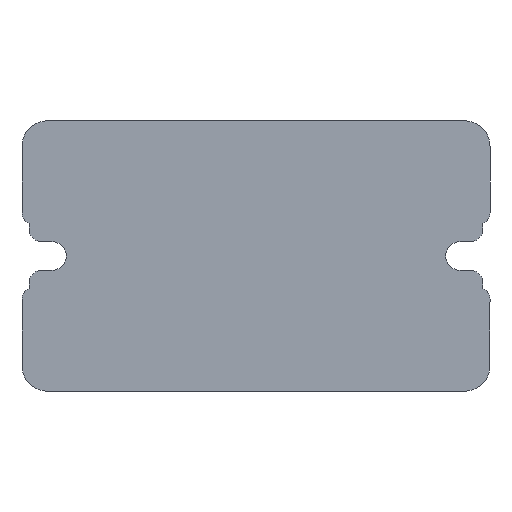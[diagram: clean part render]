
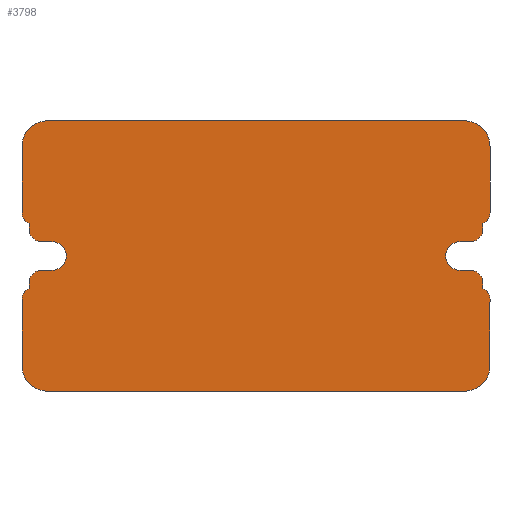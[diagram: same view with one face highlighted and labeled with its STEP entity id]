
A CAD part, front view. The second image highlights one B-rep face of the part: STEP entity #3798.
In plain terms, the highlighted planar face has unit normal (0, -1, 0).
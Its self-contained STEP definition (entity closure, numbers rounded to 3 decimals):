
#81=CIRCLE('',#3996,1.902);
#84=CIRCLE('',#4003,3.969);
#86=CIRCLE('',#4007,3.969);
#88=CIRCLE('',#4011,1.902);
#95=CIRCLE('',#4022,1.902);
#96=CIRCLE('',#4025,3.969);
#98=CIRCLE('',#4029,3.969);
#100=CIRCLE('',#4033,1.902);
#103=CIRCLE('',#4040,1.955);
#105=CIRCLE('',#4044,2.241);
#107=CIRCLE('',#4048,1.955);
#109=CIRCLE('',#4054,1.955);
#111=CIRCLE('',#4058,2.241);
#113=CIRCLE('',#4062,1.955);
#352=FACE_OUTER_BOUND('',#614,.T.);
#614=EDGE_LOOP('',(#3367,#3368,#3369,#3370,#3371,#3372,#3373,#3374,#3375,
#3376,#3377,#3378,#3379,#3380,#3381,#3382,#3383,#3384,#3385,#3386,#3387,
#3388,#3389,#3390,#3391,#3392,#3393,#3394));
#1006=LINE('',#5933,#1462);
#1010=LINE('',#5945,#1466);
#1014=LINE('',#5957,#1470);
#1028=LINE('',#6001,#1484);
#1032=LINE('',#6013,#1488);
#1036=LINE('',#6025,#1492);
#1043=LINE('',#6045,#1499);
#1047=LINE('',#6057,#1503);
#1051=LINE('',#6069,#1507);
#1055=LINE('',#6080,#1511);
#1057=LINE('',#6085,#1513);
#1061=LINE('',#6097,#1517);
#1065=LINE('',#6109,#1521);
#1069=LINE('',#6120,#1525);
#1462=VECTOR('',#4862,10.313);
#1466=VECTOR('',#4874,65.404);
#1470=VECTOR('',#4886,10.313);
#1484=VECTOR('',#4928,10.313);
#1488=VECTOR('',#4940,65.404);
#1492=VECTOR('',#4952,10.313);
#1499=VECTOR('',#4973,0.904);
#1503=VECTOR('',#4985,1.617);
#1507=VECTOR('',#4997,1.617);
#1511=VECTOR('',#5009,0.904);
#1513=VECTOR('',#5015,0.904);
#1517=VECTOR('',#5027,1.617);
#1521=VECTOR('',#5039,1.617);
#1525=VECTOR('',#5051,0.904);
#1799=VERTEX_POINT('',#5907);
#1804=VERTEX_POINT('',#5916);
#1809=VERTEX_POINT('',#5932);
#1811=VERTEX_POINT('',#5938);
#1813=VERTEX_POINT('',#5944);
#1815=VERTEX_POINT('',#5950);
#1817=VERTEX_POINT('',#5956);
#1819=VERTEX_POINT('',#5962);
#1831=VERTEX_POINT('',#5994);
#1832=VERTEX_POINT('',#5996);
#1833=VERTEX_POINT('',#6000);
#1835=VERTEX_POINT('',#6006);
#1837=VERTEX_POINT('',#6012);
#1839=VERTEX_POINT('',#6018);
#1841=VERTEX_POINT('',#6024);
#1843=VERTEX_POINT('',#6030);
#1847=VERTEX_POINT('',#6044);
#1849=VERTEX_POINT('',#6050);
#1851=VERTEX_POINT('',#6056);
#1853=VERTEX_POINT('',#6062);
#1855=VERTEX_POINT('',#6068);
#1857=VERTEX_POINT('',#6074);
#1859=VERTEX_POINT('',#6084);
#1861=VERTEX_POINT('',#6090);
#1863=VERTEX_POINT('',#6096);
#1865=VERTEX_POINT('',#6102);
#1867=VERTEX_POINT('',#6108);
#1869=VERTEX_POINT('',#6114);
#2276=EDGE_CURVE('',#1804,#1799,#81,.T.);
#2283=EDGE_CURVE('',#1809,#1804,#1006,.T.);
#2286=EDGE_CURVE('',#1811,#1809,#84,.T.);
#2289=EDGE_CURVE('',#1813,#1811,#1010,.T.);
#2292=EDGE_CURVE('',#1815,#1813,#86,.T.);
#2295=EDGE_CURVE('',#1817,#1815,#1014,.T.);
#2299=EDGE_CURVE('',#1819,#1817,#88,.T.);
#2315=EDGE_CURVE('',#1831,#1832,#95,.T.);
#2317=EDGE_CURVE('',#1833,#1831,#1028,.T.);
#2320=EDGE_CURVE('',#1835,#1833,#96,.T.);
#2323=EDGE_CURVE('',#1837,#1835,#1032,.T.);
#2326=EDGE_CURVE('',#1839,#1837,#98,.T.);
#2329=EDGE_CURVE('',#1841,#1839,#1036,.T.);
#2333=EDGE_CURVE('',#1843,#1841,#100,.T.);
#2339=EDGE_CURVE('',#1847,#1832,#1043,.T.);
#2342=EDGE_CURVE('',#1849,#1847,#103,.T.);
#2345=EDGE_CURVE('',#1851,#1849,#1047,.T.);
#2348=EDGE_CURVE('',#1853,#1851,#105,.T.);
#2351=EDGE_CURVE('',#1855,#1853,#1051,.T.);
#2354=EDGE_CURVE('',#1857,#1855,#107,.T.);
#2357=EDGE_CURVE('',#1819,#1857,#1055,.T.);
#2359=EDGE_CURVE('',#1859,#1843,#1057,.T.);
#2362=EDGE_CURVE('',#1861,#1859,#109,.T.);
#2365=EDGE_CURVE('',#1863,#1861,#1061,.T.);
#2368=EDGE_CURVE('',#1865,#1863,#111,.T.);
#2371=EDGE_CURVE('',#1867,#1865,#1065,.T.);
#2374=EDGE_CURVE('',#1869,#1867,#113,.T.);
#2377=EDGE_CURVE('',#1799,#1869,#1069,.T.);
#3367=ORIENTED_EDGE('',*,*,#2368,.F.);
#3368=ORIENTED_EDGE('',*,*,#2371,.F.);
#3369=ORIENTED_EDGE('',*,*,#2374,.F.);
#3370=ORIENTED_EDGE('',*,*,#2377,.F.);
#3371=ORIENTED_EDGE('',*,*,#2276,.F.);
#3372=ORIENTED_EDGE('',*,*,#2283,.F.);
#3373=ORIENTED_EDGE('',*,*,#2286,.F.);
#3374=ORIENTED_EDGE('',*,*,#2289,.F.);
#3375=ORIENTED_EDGE('',*,*,#2292,.F.);
#3376=ORIENTED_EDGE('',*,*,#2295,.F.);
#3377=ORIENTED_EDGE('',*,*,#2299,.F.);
#3378=ORIENTED_EDGE('',*,*,#2357,.T.);
#3379=ORIENTED_EDGE('',*,*,#2354,.T.);
#3380=ORIENTED_EDGE('',*,*,#2351,.T.);
#3381=ORIENTED_EDGE('',*,*,#2348,.T.);
#3382=ORIENTED_EDGE('',*,*,#2345,.T.);
#3383=ORIENTED_EDGE('',*,*,#2342,.T.);
#3384=ORIENTED_EDGE('',*,*,#2339,.T.);
#3385=ORIENTED_EDGE('',*,*,#2315,.F.);
#3386=ORIENTED_EDGE('',*,*,#2317,.F.);
#3387=ORIENTED_EDGE('',*,*,#2320,.F.);
#3388=ORIENTED_EDGE('',*,*,#2323,.F.);
#3389=ORIENTED_EDGE('',*,*,#2326,.F.);
#3390=ORIENTED_EDGE('',*,*,#2329,.F.);
#3391=ORIENTED_EDGE('',*,*,#2333,.F.);
#3392=ORIENTED_EDGE('',*,*,#2359,.F.);
#3393=ORIENTED_EDGE('',*,*,#2362,.F.);
#3394=ORIENTED_EDGE('',*,*,#2365,.F.);
#3584=PLANE('',#4066);
#3798=ADVANCED_FACE('',(#352),#3584,.T.);
#3996=AXIS2_PLACEMENT_3D('',#5918,#4846,#4847);
#4003=AXIS2_PLACEMENT_3D('',#5939,#4867,#4868);
#4007=AXIS2_PLACEMENT_3D('',#5951,#4879,#4880);
#4011=AXIS2_PLACEMENT_3D('',#5965,#4892,#4893);
#4022=AXIS2_PLACEMENT_3D('',#5997,#4923,#4924);
#4025=AXIS2_PLACEMENT_3D('',#6007,#4933,#4934);
#4029=AXIS2_PLACEMENT_3D('',#6019,#4945,#4946);
#4033=AXIS2_PLACEMENT_3D('',#6033,#4958,#4959);
#4040=AXIS2_PLACEMENT_3D('',#6051,#4978,#4979);
#4044=AXIS2_PLACEMENT_3D('',#6063,#4990,#4991);
#4048=AXIS2_PLACEMENT_3D('',#6075,#5002,#5003);
#4054=AXIS2_PLACEMENT_3D('',#6091,#5020,#5021);
#4058=AXIS2_PLACEMENT_3D('',#6103,#5032,#5033);
#4062=AXIS2_PLACEMENT_3D('',#6115,#5044,#5045);
#4066=AXIS2_PLACEMENT_3D('',#6123,#5055,#5056);
#4846=DIRECTION('center_axis',(0.,1.,0.));
#4847=DIRECTION('ref_axis',(-1.,0.,0.));
#4862=DIRECTION('',(0.,0.,1.));
#4867=DIRECTION('center_axis',(0.,1.,0.));
#4868=DIRECTION('ref_axis',(0.,0.,-1.));
#4874=DIRECTION('',(-1.,0.,0.));
#4879=DIRECTION('center_axis',(0.,1.,0.));
#4880=DIRECTION('ref_axis',(1.,0.,0.019));
#4886=DIRECTION('',(0.,0.,-1.));
#4892=DIRECTION('center_axis',(0.,1.,0.));
#4893=DIRECTION('ref_axis',(0.,0.,1.));
#4923=DIRECTION('center_axis',(0.,1.,0.));
#4924=DIRECTION('ref_axis',(1.,0.,0.));
#4928=DIRECTION('',(0.,0.,-1.));
#4933=DIRECTION('center_axis',(0.,1.,0.));
#4934=DIRECTION('ref_axis',(0.,0.,1.));
#4940=DIRECTION('',(1.,0.,0.));
#4945=DIRECTION('center_axis',(0.,1.,0.));
#4946=DIRECTION('ref_axis',(-1.,0.,-0.019));
#4952=DIRECTION('',(0.,0.,1.));
#4958=DIRECTION('center_axis',(0.,1.,0.));
#4959=DIRECTION('ref_axis',(0.,0.,-1.));
#4973=DIRECTION('',(0.,0.,1.));
#4978=DIRECTION('center_axis',(0.,-1.,0.));
#4979=DIRECTION('ref_axis',(0.,0.,-1.));
#4985=DIRECTION('',(1.,0.,0.));
#4990=DIRECTION('center_axis',(0.,1.,0.));
#4991=DIRECTION('ref_axis',(1.,0.,0.));
#4997=DIRECTION('',(-1.,0.,0.));
#5002=DIRECTION('center_axis',(0.,-1.,0.));
#5003=DIRECTION('ref_axis',(1.,0.,0.));
#5009=DIRECTION('',(0.,0.,1.));
#5015=DIRECTION('',(0.,0.,1.));
#5020=DIRECTION('center_axis',(0.,1.,0.));
#5021=DIRECTION('ref_axis',(0.,0.,-1.));
#5027=DIRECTION('',(-1.,0.,0.));
#5032=DIRECTION('center_axis',(0.,-1.,0.));
#5033=DIRECTION('ref_axis',(-1.,0.,0.));
#5039=DIRECTION('',(1.,0.,0.));
#5044=DIRECTION('center_axis',(0.,1.,0.));
#5045=DIRECTION('ref_axis',(-1.,0.,0.));
#5051=DIRECTION('',(0.,0.,1.));
#5055=DIRECTION('center_axis',(0.,-1.,0.));
#5056=DIRECTION('ref_axis',(0.,0.,-1.));
#5907=CARTESIAN_POINT('',(-35.548,0.,-5.1));
#5916=CARTESIAN_POINT('',(-36.671,0.,-6.835));
#5918=CARTESIAN_POINT('Origin',(-34.769,0.,-6.835));
#5932=CARTESIAN_POINT('',(-36.671,0.,-17.148));
#5933=CARTESIAN_POINT('',(-36.671,0.,-17.148));
#5938=CARTESIAN_POINT('',(-32.702,0.,-21.194));
#5939=CARTESIAN_POINT('Origin',(-32.702,0.,-17.224));
#5944=CARTESIAN_POINT('',(32.702,0.,-21.194));
#5945=CARTESIAN_POINT('',(32.702,0.,-21.194));
#5950=CARTESIAN_POINT('',(36.671,0.,-17.148));
#5951=CARTESIAN_POINT('Origin',(32.702,0.,-17.224));
#5956=CARTESIAN_POINT('',(36.671,0.,-6.835));
#5957=CARTESIAN_POINT('',(36.671,0.,-6.835));
#5962=CARTESIAN_POINT('',(35.548,0.,-5.1));
#5965=CARTESIAN_POINT('Origin',(34.768,0.,-6.835));
#5994=CARTESIAN_POINT('',(36.671,0.,6.835));
#5996=CARTESIAN_POINT('',(35.548,0.,5.1));
#5997=CARTESIAN_POINT('Origin',(34.768,0.,6.835));
#6000=CARTESIAN_POINT('',(36.671,0.,17.148));
#6001=CARTESIAN_POINT('',(36.671,0.,17.148));
#6006=CARTESIAN_POINT('',(32.702,0.,21.194));
#6007=CARTESIAN_POINT('Origin',(32.702,0.,17.225));
#6012=CARTESIAN_POINT('',(-32.702,0.,21.194));
#6013=CARTESIAN_POINT('',(-32.702,0.,21.194));
#6018=CARTESIAN_POINT('',(-36.671,0.,17.148));
#6019=CARTESIAN_POINT('Origin',(-32.702,0.,17.225));
#6024=CARTESIAN_POINT('',(-36.671,0.,6.835));
#6025=CARTESIAN_POINT('',(-36.671,0.,6.835));
#6030=CARTESIAN_POINT('',(-35.548,0.,5.1));
#6033=CARTESIAN_POINT('Origin',(-34.769,0.,6.835));
#6044=CARTESIAN_POINT('',(35.548,0.,4.197));
#6045=CARTESIAN_POINT('',(35.548,0.,4.197));
#6050=CARTESIAN_POINT('',(33.593,0.,2.242));
#6051=CARTESIAN_POINT('Origin',(33.593,0.,4.197));
#6056=CARTESIAN_POINT('',(31.976,0.,2.242));
#6057=CARTESIAN_POINT('',(31.976,0.,2.242));
#6062=CARTESIAN_POINT('',(31.976,0.,-2.241));
#6063=CARTESIAN_POINT('Origin',(31.976,0.,0.));
#6068=CARTESIAN_POINT('',(33.593,0.,-2.241));
#6069=CARTESIAN_POINT('',(33.729,0.,-2.241));
#6074=CARTESIAN_POINT('',(35.548,0.,-4.196));
#6075=CARTESIAN_POINT('Origin',(33.593,0.,-4.196));
#6080=CARTESIAN_POINT('',(35.548,0.,-5.1));
#6084=CARTESIAN_POINT('',(-35.548,0.,4.197));
#6085=CARTESIAN_POINT('',(-35.548,0.,4.197));
#6090=CARTESIAN_POINT('',(-33.593,0.,2.242));
#6091=CARTESIAN_POINT('Origin',(-33.593,0.,4.197));
#6096=CARTESIAN_POINT('',(-31.976,0.,2.242));
#6097=CARTESIAN_POINT('',(-31.976,0.,2.242));
#6102=CARTESIAN_POINT('',(-31.976,0.,-2.241));
#6103=CARTESIAN_POINT('Origin',(-31.976,0.,0.));
#6108=CARTESIAN_POINT('',(-33.593,0.,-2.241));
#6109=CARTESIAN_POINT('',(-33.729,0.,-2.241));
#6114=CARTESIAN_POINT('',(-35.548,0.,-4.196));
#6115=CARTESIAN_POINT('Origin',(-33.593,0.,-4.196));
#6120=CARTESIAN_POINT('',(-35.548,0.,-5.1));
#6123=CARTESIAN_POINT('Origin',(-31.227,0.,-2.76));
